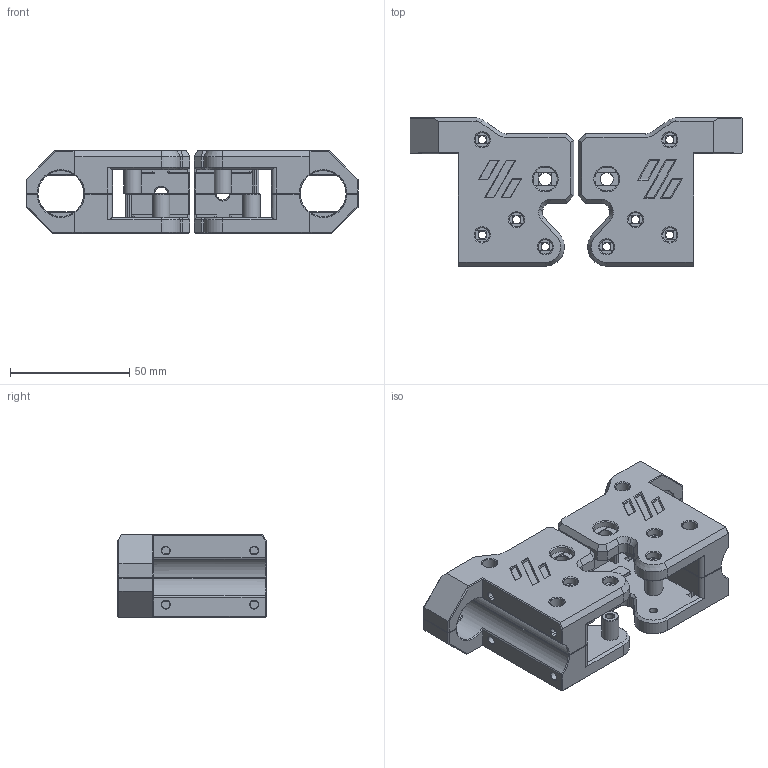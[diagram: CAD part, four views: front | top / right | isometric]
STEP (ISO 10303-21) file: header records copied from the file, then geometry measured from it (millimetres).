
FILE_DESCRIPTION(/* description */ (''),/* implementation_level */ '2;1');
FILE_NAME(/* name */ '[a]_xz_blocks_V0SN.step',/* time_stamp */ '2025-10-31T19:11:54-04:00',/* author */ (''),/* organization */ (''),/* preprocessor_version */ 'ST-DEVELOPER v20.1',/* originating_system */ 'Autodesk Translation Framework v14.17.0.0',/* authorisation */ '');
FILE_SCHEMA (('AUTOMOTIVE_DESIGN { 1 0 10303 214 3 1 1 }'));
Length unit declared in the file: millimetre
Products named in the file (5): [a]_xz_blocks_V0SN; [a]_x_block_front; [a]_x_block_rear; [a]_z_block_front; [a]_z_block_rear
Assembly tree (4 placements, depth 2):
  [a]_xz_blocks_V0SN
    [a]_x_block_front
    [a]_x_block_rear
    [a]_z_block_front
    [a]_z_block_rear
Bounding box: 138.97 x 62 x 34.65 mm (x, y, z)
Volume: 120860.1 mm3; surface area: 45890.8 mm2
Topology: 4 solids, 4 shells, 1146 faces, 2890 edges, 1774 vertices
Faces by surface type: plane 802, cone 164, cylinder 140, bspline 40
Full cylindrical faces by diameter (mm): 3.4 x16, 4.6 x4, 5.4 x4, 6 x8, 7.2 x4, 10 x4
Entity records: 34682 total; most frequent: CARTESIAN_POINT 7287, ORIENTED_EDGE 5780, DIRECTION 5412, EDGE_CURVE 2890, LINE 2126, VECTOR 2126, VERTEX_POINT 1774, AXIS2_PLACEMENT_3D 1643
